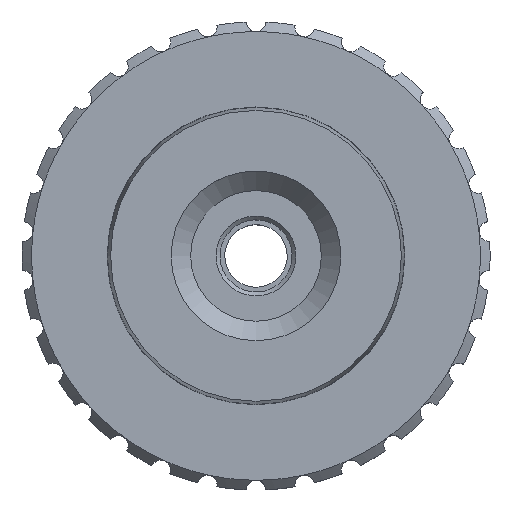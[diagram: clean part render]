
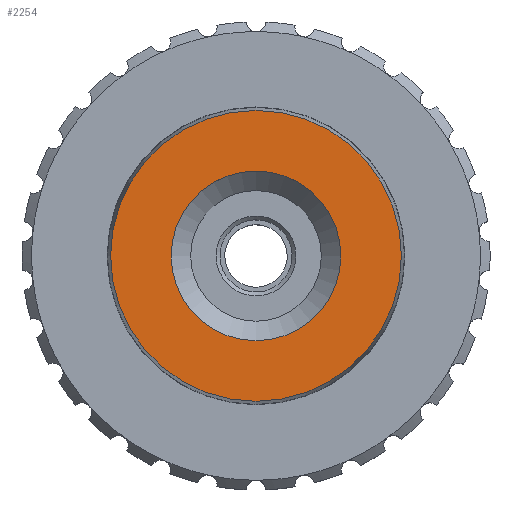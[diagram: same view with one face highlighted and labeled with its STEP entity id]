
A CAD part, top view. The second image highlights one B-rep face of the part: STEP entity #2254.
In plain terms, the highlighted planar face has unit normal (0, 0, 1).
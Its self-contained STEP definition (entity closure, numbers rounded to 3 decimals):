
#401=FACE_BOUND('',#671,.T.);
#533=FACE_OUTER_BOUND('',#670,.T.);
#670=EDGE_LOOP('',(#2112));
#671=EDGE_LOOP('',(#2113));
#769=CIRCLE('',#2431,8.7);
#836=CIRCLE('',#2562,14.913);
#1054=VERTEX_POINT('',#5172);
#1060=VERTEX_POINT('',#5311);
#1339=EDGE_CURVE('',#1054,#1054,#769,.T.);
#1408=EDGE_CURVE('',#1060,#1060,#836,.F.);
#2112=ORIENTED_EDGE('',*,*,#1408,.F.);
#2113=ORIENTED_EDGE('',*,*,#1339,.T.);
#2122=PLANE('',#2566);
#2254=ADVANCED_FACE('',(#533,#401),#2122,.F.);
#2431=AXIS2_PLACEMENT_3D('',#5173,#2953,#2954);
#2562=AXIS2_PLACEMENT_3D('',#5312,#3217,#3218);
#2566=AXIS2_PLACEMENT_3D('',#5320,#3228,#3229);
#2953=DIRECTION('center_axis',(0.,0.,
-1.));
#2954=DIRECTION('ref_axis',(1.,0.,0.));
#3217=DIRECTION('center_axis',(0.,0.,
1.));
#3218=DIRECTION('ref_axis',(1.,0.,0.));
#3228=DIRECTION('center_axis',(0.,0.,
-1.));
#3229=DIRECTION('ref_axis',(1.,0.,0.));
#5172=CARTESIAN_POINT('',(18.075,86.089,29.147));
#5173=CARTESIAN_POINT('Origin',(26.775,86.089,29.147));
#5311=CARTESIAN_POINT('',(11.862,86.089,29.147));
#5312=CARTESIAN_POINT('Origin',(26.775,86.089,29.147));
#5320=CARTESIAN_POINT('Origin',(26.775,86.089,29.147));
